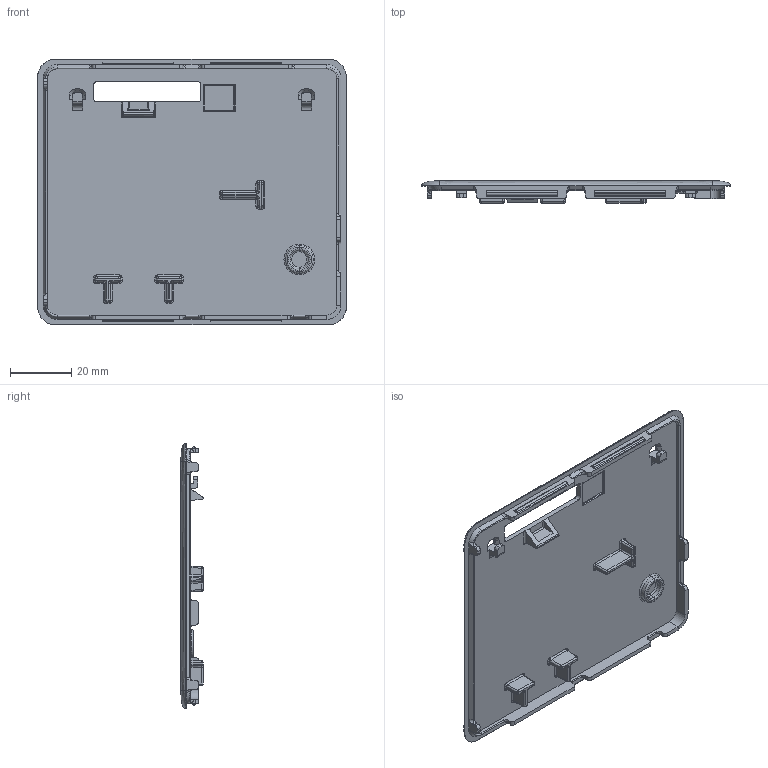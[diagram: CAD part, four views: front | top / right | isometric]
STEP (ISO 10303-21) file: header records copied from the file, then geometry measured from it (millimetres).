
FILE_DESCRIPTION (( 'STEP AP203' ), '1' );
FILE_NAME ('paperd_ink_update_1.1_back cover_iter4.STEP', '2022-10-11T04:27:54', ( '' ), ( '' ), 'SwSTEP 2.0', 'SolidWorks 2019', '' );
FILE_SCHEMA (( 'CONFIG_CONTROL_DESIGN' ));
Length unit declared in the file: millimetre
Products named in the file (1): paperd_ink_update_1.1_back cover_iter4
Bounding box: 100.71 x 7.2 x 86.71 mm (x, y, z)
Volume: 15623.5 mm3; surface area: 19863.4 mm2
Topology: 1 solids, 1 shells, 434 faces, 1067 edges, 618 vertices
Faces by surface type: cylinder 182, plane 132, bspline 48, torus 37, sphere 28, cone 7
Entity records: 13228 total; most frequent: CARTESIAN_POINT 3506, ORIENTED_EDGE 2078, DIRECTION 2007, EDGE_CURVE 1039, AXIS2_PLACEMENT_3D 747, VERTEX_POINT 618, LINE 513, VECTOR 513
